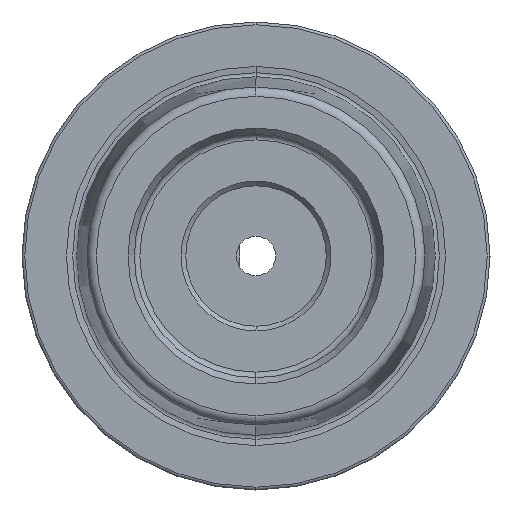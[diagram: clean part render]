
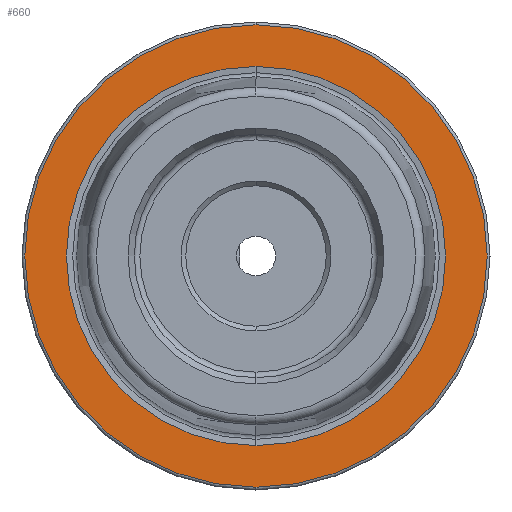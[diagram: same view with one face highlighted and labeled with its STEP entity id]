
A CAD part, left-side view. The second image highlights one B-rep face of the part: STEP entity #660.
In plain terms, the highlighted planar face has unit normal (-1, 0, 0).
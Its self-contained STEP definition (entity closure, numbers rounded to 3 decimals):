
#67 = CARTESIAN_POINT ( 'NONE',  ( 0., 0., 0. ) ) ;
#99 = VERTEX_POINT ( 'NONE', #387 ) ;
#146 = CARTESIAN_POINT ( 'NONE',  ( 0., 0., 0. ) ) ;
#181 = EDGE_LOOP ( 'NONE', ( #2735, #3122 ) ) ;
#213 = DIRECTION ( 'NONE',  ( 1., 0., 0. ) ) ;
#387 = CARTESIAN_POINT ( 'NONE',  ( 0., 0., 24.7 ) ) ;
#504 = CARTESIAN_POINT ( 'NONE',  ( 0., 24.7, 0. ) ) ;
#526 = VERTEX_POINT ( 'NONE', #1969 ) ;
#660 = ADVANCED_FACE ( 'NONE', ( #2418, #1131 ), #1437, .F. ) ;
#752 = AXIS2_PLACEMENT_3D ( 'NONE', #146, #3528, #3492 ) ;
#808 = EDGE_LOOP ( 'NONE', ( #2785, #2489 ) ) ;
#889 = AXIS2_PLACEMENT_3D ( 'NONE', #67, #3388, #1586 ) ;
#1090 = AXIS2_PLACEMENT_3D ( 'NONE', #1551, #1153, #2075 ) ;
#1112 = CARTESIAN_POINT ( 'NONE',  ( 0., 0., 0. ) ) ;
#1120 = DIRECTION ( 'NONE',  ( 0., 0., -1. ) ) ;
#1131 = FACE_OUTER_BOUND ( 'NONE', #808, .T. ) ;
#1153 = DIRECTION ( 'NONE',  ( -1., 0., 0. ) ) ;
#1419 = CARTESIAN_POINT ( 'NONE',  ( 0., 0., -20.258 ) ) ;
#1437 = PLANE ( 'NONE',  #1780 ) ;
#1551 = CARTESIAN_POINT ( 'NONE',  ( 0., 0., 0. ) ) ;
#1586 = DIRECTION ( 'NONE',  ( 0., 0., 1. ) ) ;
#1780 = AXIS2_PLACEMENT_3D ( 'NONE', #504, #213, #1120 ) ;
#1792 = CIRCLE ( 'NONE', #1991, 24.7 ) ;
#1873 = EDGE_CURVE ( 'NONE', #3943, #2484, #3306, .T. ) ;
#1969 = CARTESIAN_POINT ( 'NONE',  ( 0., 0., -24.7 ) ) ;
#1991 = AXIS2_PLACEMENT_3D ( 'NONE', #1112, #3920, #2338 ) ;
#2075 = DIRECTION ( 'NONE',  ( 0., 0., 1. ) ) ;
#2100 = EDGE_CURVE ( 'NONE', #2484, #3943, #3257, .T. ) ;
#2338 = DIRECTION ( 'NONE',  ( 0., 0., 1. ) ) ;
#2418 = FACE_BOUND ( 'NONE', #181, .T. ) ;
#2484 = VERTEX_POINT ( 'NONE', #1419 ) ;
#2489 = ORIENTED_EDGE ( 'NONE', *, *, #2935, .T. ) ;
#2735 = ORIENTED_EDGE ( 'NONE', *, *, #1873, .F. ) ;
#2785 = ORIENTED_EDGE ( 'NONE', *, *, #3728, .T. ) ;
#2876 = CARTESIAN_POINT ( 'NONE',  ( 0., 0., 20.258 ) ) ;
#2935 = EDGE_CURVE ( 'NONE', #526, #99, #1792, .T. ) ;
#3122 = ORIENTED_EDGE ( 'NONE', *, *, #2100, .F. ) ;
#3257 = CIRCLE ( 'NONE', #1090, 20.258 ) ;
#3306 = CIRCLE ( 'NONE', #752, 20.258 ) ;
#3388 = DIRECTION ( 'NONE',  ( -1., 0., 0. ) ) ;
#3492 = DIRECTION ( 'NONE',  ( 0., 0., 1. ) ) ;
#3528 = DIRECTION ( 'NONE',  ( -1., 0., 0. ) ) ;
#3728 = EDGE_CURVE ( 'NONE', #99, #526, #3761, .T. ) ;
#3761 = CIRCLE ( 'NONE', #889, 24.7 ) ;
#3920 = DIRECTION ( 'NONE',  ( -1., 0., 0. ) ) ;
#3943 = VERTEX_POINT ( 'NONE', #2876 ) ;
